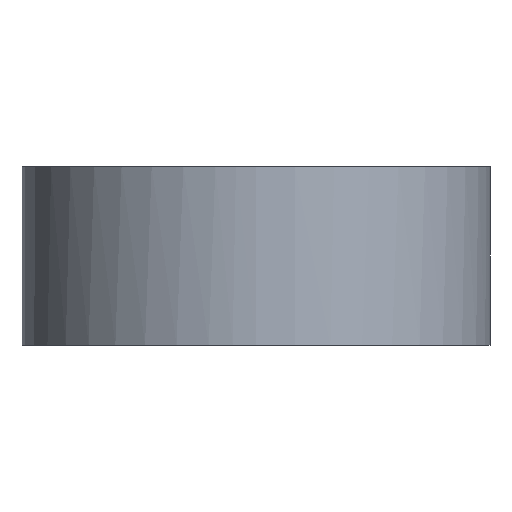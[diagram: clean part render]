
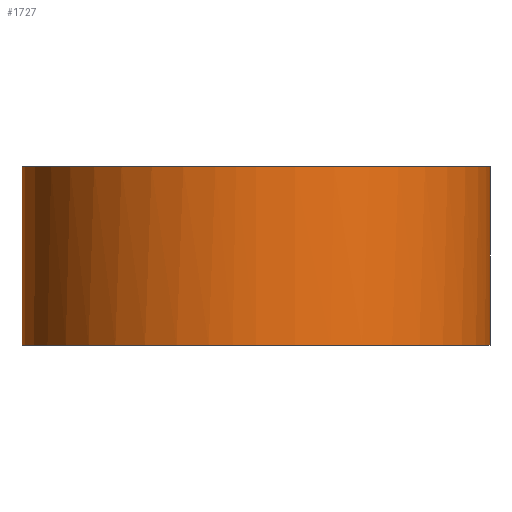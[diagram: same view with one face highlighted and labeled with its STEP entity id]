
A CAD part, left-side view. The second image highlights one B-rep face of the part: STEP entity #1727.
In plain terms, the highlighted free-form (B-spline) face has degree [2, 1] with [9, 2] control points.
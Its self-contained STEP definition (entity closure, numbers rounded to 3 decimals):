
#68 = CARTESIAN_POINT ( 'NONE',  ( 3064.348, 2319.058, 49.5 ) ) ;
#79 = CARTESIAN_POINT ( 'NONE',  ( 3007.151, 2258.228, 49.5 ) ) ;
#94 = CARTESIAN_POINT ( 'NONE',  ( 3020.176, 2293.683, 49.5 ) ) ;
#105 = CARTESIAN_POINT ( 'NONE',  ( 3008.981, 2270.25, 49.5 ) ) ;
#107 = VERTEX_POINT ( 'NONE', #1946 ) ;
#125 = EDGE_CURVE ( 'NONE', #1804, #564, #1967, .T. ) ;
#207 = CARTESIAN_POINT ( 'NONE',  ( 3007.151, 2319.398, 50.49 ) ) ;
#238 = CARTESIAN_POINT ( 'NONE',  ( 3007.151, 2189.398, 0. ) ) ;
#303 = CARTESIAN_POINT ( 'NONE',  ( 3044.224, 2313.251, 49.5 ) ) ;
#321 = VERTEX_POINT ( 'NONE', #1411 ) ;
#323 = CARTESIAN_POINT ( 'NONE',  ( 3072.151, 2189.398, 49.5 ) ) ;
#364 = CARTESIAN_POINT ( 'NONE',  ( 3072.151, 2189.398, 0. ) ) ;
#438 = CARTESIAN_POINT ( 'NONE',  ( 3007.151, 2319.398, -0.99 ) ) ;
#487 = ORIENTED_EDGE ( 'NONE', *, *, #1254, .F. ) ;
#530 = CARTESIAN_POINT ( 'NONE',  ( 3007.151, 2254.398, 49.5 ) ) ;
#535 = CARTESIAN_POINT ( 'NONE',  ( 3008.981, 2238.547, 49.5 ) ) ;
#547 = CARTESIAN_POINT ( 'NONE',  ( 3013.299, 2282.325, 49.5 ) ) ;
#551 = CARTESIAN_POINT ( 'NONE',  ( 3010.131, 2234.473, 49.5 ) ) ;
#564 = VERTEX_POINT ( 'NONE', #1320 ) ;
#574 = CARTESIAN_POINT ( 'NONE',  ( 3007.492, 2246.595, 49.5 ) ) ;
#593 = ORIENTED_EDGE ( 'NONE', *, *, #751, .T. ) ;
#659 =( BOUNDED_CURVE ( )  B_SPLINE_CURVE ( 2, ( #912, #1698, #1776 ),
 .UNSPECIFIED., .F., .F. ) 
 B_SPLINE_CURVE_WITH_KNOTS ( ( 3, 3 ),
 ( 0., 90. ),
 .UNSPECIFIED. ) 
 CURVE ( )  GEOMETRIC_REPRESENTATION_ITEM ( )  RATIONAL_B_SPLINE_CURVE ( ( 1., 0.707, 1. ) ) 
 REPRESENTATION_ITEM ( '' )  );
#689 = CARTESIAN_POINT ( 'NONE',  ( 3007.151, 2189.398, 50.49 ) ) ;
#748 = EDGE_CURVE ( 'NONE', #1435, #1804, #659, .T. ) ;
#751 = EDGE_CURVE ( 'NONE', #1403, #1435, #2035, .T. ) ;
#771 = CARTESIAN_POINT ( 'NONE',  ( 3056.3, 2317.568, 49.5 ) ) ;
#776 = CARTESIAN_POINT ( 'NONE',  ( 3020.176, 2215.114, 49.5 ) ) ;
#850 = CARTESIAN_POINT ( 'NONE',  ( 3007.151, 2254.398, 49.5 ) ) ;
#884 = CARTESIAN_POINT ( 'NONE',  ( 3137.151, 2254.398, -0.99 ) ) ;
#890 = CARTESIAN_POINT ( 'NONE',  ( 3137.151, 2189.398, -0.99 ) ) ;
#903 = CARTESIAN_POINT ( 'NONE',  ( 3007.151, 2254.398, 50.49 ) ) ;
#912 = CARTESIAN_POINT ( 'NONE',  ( 3072.151, 2319.398, 0. ) ) ;
#980 = CARTESIAN_POINT ( 'NONE',  ( 3052.226, 2316.418, 49.5 ) ) ;
#989 = CARTESIAN_POINT ( 'NONE',  ( 3072.151, 2319.398, 0. ) ) ;
#992 = CARTESIAN_POINT ( 'NONE',  ( 3044.224, 2195.546, 49.5 ) ) ;
#1035 = ORIENTED_EDGE ( 'NONE', *, *, #125, .T. ) ;
#1078 = CARTESIAN_POINT ( 'NONE',  ( 3007.151, 2250.568, 49.5 ) ) ;
#1088 = ORIENTED_EDGE ( 'NONE', *, *, #1291, .F. ) ;
#1096 = EDGE_CURVE ( 'NONE', #321, #107, #2048, .T. ) ;
#1100 = CARTESIAN_POINT ( 'NONE',  ( 3007.151, 2254.398, -0.99 ) ) ;
#1171 = CARTESIAN_POINT ( 'NONE',  ( 3068.321, 2319.398, 49.5 ) ) ;
#1193 = CARTESIAN_POINT ( 'NONE',  ( 3010.131, 2274.324, 49.5 ) ) ;
#1211 = CARTESIAN_POINT ( 'NONE',  ( 3023.016, 2211.609, 49.5 ) ) ;
#1254 = EDGE_CURVE ( 'NONE', #1403, #321, #1728, .T. ) ;
#1291 = EDGE_CURVE ( 'NONE', #107, #564, #1673, .T. ) ;
#1298 = CARTESIAN_POINT ( 'NONE',  ( 3072.151, 2319.398, -0.99 ) ) ;
#1312 = CARTESIAN_POINT ( 'NONE',  ( 3007.151, 2189.398, -0.99 ) ) ;
#1320 = CARTESIAN_POINT ( 'NONE',  ( 3072.151, 2189.398, 0. ) ) ;
#1328 = CARTESIAN_POINT ( 'NONE',  ( 3072.151, 2189.398, -0.99 ) ) ;
#1394 = CARTESIAN_POINT ( 'NONE',  ( 3015.317, 2286.251, 49.5 ) ) ;
#1403 = VERTEX_POINT ( 'NONE', #2214 ) ;
#1410 = CARTESIAN_POINT ( 'NONE',  ( 3029.362, 2303.533, 49.5 ) ) ;
#1411 = CARTESIAN_POINT ( 'NONE',  ( 3007.151, 2254.398, 49.5 ) ) ;
#1435 = VERTEX_POINT ( 'NONE', #989 ) ;
#1472 = ORIENTED_EDGE ( 'NONE', *, *, #1096, .F. ) ;
#1508 = CARTESIAN_POINT ( 'NONE',  ( 3072.151, 2319.398, -0.99 ) ) ;
#1539 = CARTESIAN_POINT ( 'NONE',  ( 3007.151, 2254.398, 0. ) ) ;
#1542 = CARTESIAN_POINT ( 'NONE',  ( 3072.151, 2189.398, 50.49 ) ) ;
#1589 = CARTESIAN_POINT ( 'NONE',  ( 3032.867, 2306.374, 49.5 ) ) ;
#1603 = ORIENTED_EDGE ( 'NONE', *, *, #748, .T. ) ;
#1604 = CARTESIAN_POINT ( 'NONE',  ( 3029.362, 2205.263, 49.5 ) ) ;
#1620 = CARTESIAN_POINT ( 'NONE',  ( 3068.321, 2189.398, 49.5 ) ) ;
#1625 = CARTESIAN_POINT ( 'NONE',  ( 3007.492, 2262.202, 49.5 ) ) ;
#1629 = FACE_OUTER_BOUND ( 'NONE', #2128, .T. ) ;
#1673 = B_SPLINE_CURVE_WITH_KNOTS ( 'NONE', 1,
 ( #2239, #364 ),
 .UNSPECIFIED., .F., .F.,
 ( 2, 2 ),
 ( -7.5, 42. ),
 .UNSPECIFIED. ) ;
#1698 = CARTESIAN_POINT ( 'NONE',  ( 3007.151, 2319.398, 0. ) ) ;
#1714 = CARTESIAN_POINT ( 'NONE',  ( 3137.151, 2254.398, 50.49 ) ) ;
#1727 = ADVANCED_FACE ( 'NONE', ( #1629 ), #2170, .T. ) ;
#1728 = B_SPLINE_CURVE_WITH_KNOTS ( 'NONE', 3,
 ( #2707, #1171, #68, #771, #980, #303, #2689, #1589, #1410, #2674, #94, #1394, #547, #1193, #105, #1625, #79, #530 ),
 .UNSPECIFIED., .F., .F.,
 ( 4, 2, 2, 2, 2, 2, 2, 2, 4 ),
 ( 0., 45., 90., 135., 180., 225., 270., 315., 360. ),
 .UNSPECIFIED. ) ;
#1750 = CARTESIAN_POINT ( 'NONE',  ( 3137.151, 2319.398, -0.99 ) ) ;
#1776 = CARTESIAN_POINT ( 'NONE',  ( 3007.151, 2254.398, 0. ) ) ;
#1804 = VERTEX_POINT ( 'NONE', #2191 ) ;
#1831 = CARTESIAN_POINT ( 'NONE',  ( 3013.299, 2226.471, 49.5 ) ) ;
#1946 = CARTESIAN_POINT ( 'NONE',  ( 3072.151, 2189.398, 49.5 ) ) ;
#1967 =( BOUNDED_CURVE ( )  B_SPLINE_CURVE ( 2, ( #1539, #238, #2380 ),
 .UNSPECIFIED., .F., .F. ) 
 B_SPLINE_CURVE_WITH_KNOTS ( ( 3, 3 ),
 ( 90., 180. ),
 .UNSPECIFIED. ) 
 CURVE ( )  GEOMETRIC_REPRESENTATION_ITEM ( )  RATIONAL_B_SPLINE_CURVE ( ( 1., 0.707, 1. ) ) 
 REPRESENTATION_ITEM ( '' )  );
#1984 = CARTESIAN_POINT ( 'NONE',  ( 3072.151, 2319.398, 49.5 ) ) ;
#2035 = B_SPLINE_CURVE_WITH_KNOTS ( 'NONE', 1,
 ( #1984, #2627 ),
 .UNSPECIFIED., .F., .F.,
 ( 2, 2 ),
 ( -7.5, 42. ),
 .UNSPECIFIED. ) ;
#2048 = B_SPLINE_CURVE_WITH_KNOTS ( 'NONE', 3,
 ( #850, #1078, #574, #535, #551, #1831, #2276, #776, #1211, #1604, #2701, #2491, #992, #2242, #2722, #2502, #1620, #323 ),
 .UNSPECIFIED., .F., .F.,
 ( 4, 2, 2, 2, 2, 2, 2, 2, 4 ),
 ( 90., 101.25, 112.5, 123.75, 135., 146.25, 157.5, 168.75, 180. ),
 .UNSPECIFIED. ) ;
#2128 = EDGE_LOOP ( 'NONE', ( #1088, #1472, #487, #593, #1603, #1035 ) ) ;
#2161 = CARTESIAN_POINT ( 'NONE',  ( 3072.151, 2319.398, 50.49 ) ) ;
#2170 =( BOUNDED_SURFACE ( )  B_SPLINE_SURFACE ( 2, 1, ( 
 ( #2161, #1508 ),
 ( #2812, #1750 ),
 ( #1714, #884 ),
 ( #2376, #890 ),
 ( #1542, #1328 ),
 ( #689, #1312 ),
 ( #903, #1100 ),
 ( #207, #438 ),
 ( #2583, #1298 ) ),
 .UNSPECIFIED., .T., .F., .F. ) 
 B_SPLINE_SURFACE_WITH_KNOTS ( ( 3, 2, 2, 2, 3 ),
 ( 2, 2 ),
 ( 0., 90., 180., 270., 360. ),
 ( -8.49, 42.99 ),
 .UNSPECIFIED. ) 
 GEOMETRIC_REPRESENTATION_ITEM ( )  RATIONAL_B_SPLINE_SURFACE ( (
 ( 1., 1.),
 ( 0.707, 0.707),
 ( 1., 1.),
 ( 0.707, 0.707),
 ( 1., 1.),
 ( 0.707, 0.707),
 ( 1., 1.),
 ( 0.707, 0.707),
 ( 1., 1.) ) ) 
 REPRESENTATION_ITEM ( '' )  SURFACE ( )  );
#2191 = CARTESIAN_POINT ( 'NONE',  ( 3007.151, 2254.398, 0. ) ) ;
#2214 = CARTESIAN_POINT ( 'NONE',  ( 3072.151, 2319.398, 49.5 ) ) ;
#2239 = CARTESIAN_POINT ( 'NONE',  ( 3072.151, 2189.398, 49.5 ) ) ;
#2242 = CARTESIAN_POINT ( 'NONE',  ( 3052.226, 2192.378, 49.5 ) ) ;
#2276 = CARTESIAN_POINT ( 'NONE',  ( 3015.317, 2222.546, 49.5 ) ) ;
#2376 = CARTESIAN_POINT ( 'NONE',  ( 3137.151, 2189.398, 50.49 ) ) ;
#2380 = CARTESIAN_POINT ( 'NONE',  ( 3072.151, 2189.398, 0. ) ) ;
#2491 = CARTESIAN_POINT ( 'NONE',  ( 3040.299, 2197.564, 49.5 ) ) ;
#2502 = CARTESIAN_POINT ( 'NONE',  ( 3064.348, 2189.739, 49.5 ) ) ;
#2583 = CARTESIAN_POINT ( 'NONE',  ( 3072.151, 2319.398, 50.49 ) ) ;
#2627 = CARTESIAN_POINT ( 'NONE',  ( 3072.151, 2319.398, 0. ) ) ;
#2674 = CARTESIAN_POINT ( 'NONE',  ( 3023.016, 2297.187, 49.5 ) ) ;
#2689 = CARTESIAN_POINT ( 'NONE',  ( 3040.299, 2311.232, 49.5 ) ) ;
#2701 = CARTESIAN_POINT ( 'NONE',  ( 3032.867, 2202.423, 49.5 ) ) ;
#2707 = CARTESIAN_POINT ( 'NONE',  ( 3072.151, 2319.398, 49.5 ) ) ;
#2722 = CARTESIAN_POINT ( 'NONE',  ( 3056.3, 2191.228, 49.5 ) ) ;
#2812 = CARTESIAN_POINT ( 'NONE',  ( 3137.151, 2319.398, 50.49 ) ) ;
